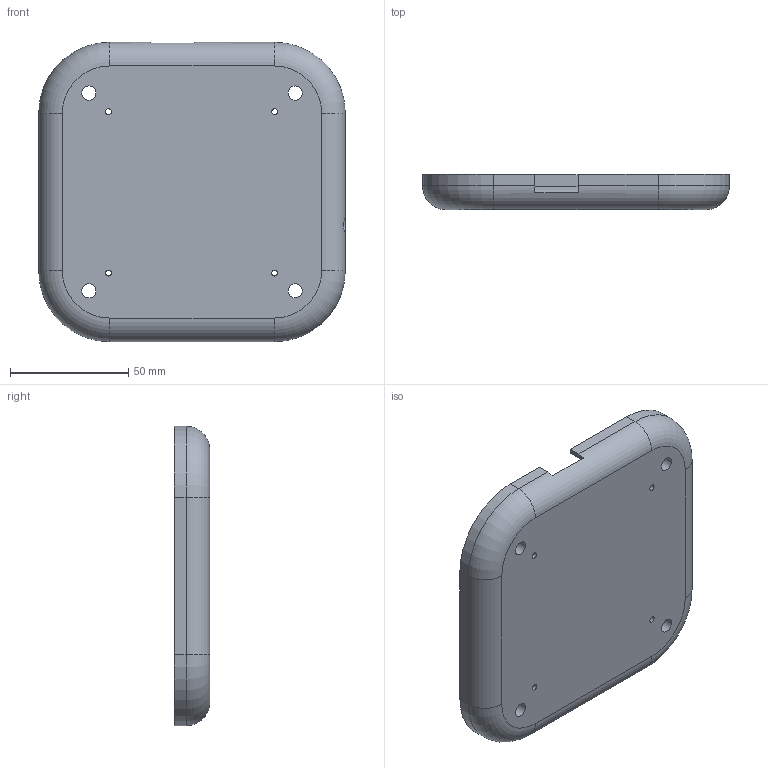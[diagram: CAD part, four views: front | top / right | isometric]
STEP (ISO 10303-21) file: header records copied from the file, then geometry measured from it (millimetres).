
FILE_DESCRIPTION(/* description */ (''),/* implementation_level */ '2;1');
FILE_NAME(/* name */ 'bottom_part.step',/* time_stamp */ '2023-09-11T15:32:00+02:00',/* author */ (''),/* organization */ (''),/* preprocessor_version */ 'ST-DEVELOPER v20',/* originating_system */ 'Autodesk Translation Framework v12.9.0.99',/* authorisation */ '');
FILE_SCHEMA (('AUTOMOTIVE_DESIGN { 1 0 10303 214 3 1 1 }'));
Length unit declared in the file: millimetre
Products named in the file (1): bottom_part
Bounding box: 129.52 x 15 x 126.47 mm (x, y, z)
Volume: 40260.4 mm3; surface area: 42608.3 mm2
Topology: 1 solids, 1 shells, 65 faces, 155 edges, 98 vertices
Faces by surface type: cylinder 33, plane 24, torus 8
Full cylindrical faces by diameter (mm): 2.5 x4, 6 x4, 6.5 x4, 7.7 x1, 8 x4
Entity records: 2006 total; most frequent: CARTESIAN_POINT 365, DIRECTION 361, ORIENTED_EDGE 310, EDGE_CURVE 155, AXIS2_PLACEMENT_3D 144, VERTEX_POINT 98, EDGE_LOOP 89, CIRCLE 78
